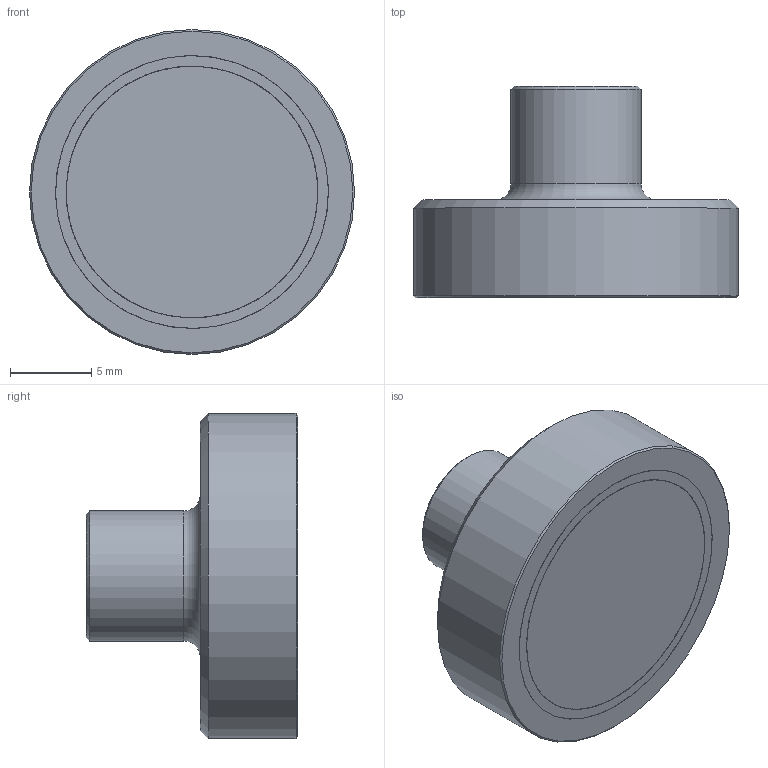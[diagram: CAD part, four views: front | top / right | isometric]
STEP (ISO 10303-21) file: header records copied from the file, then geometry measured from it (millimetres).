
FILE_DESCRIPTION(/* description */ (''),/* implementation_level */ '2;1');
FILE_NAME(/* name */ 'GM17206 -.stp',/* time_stamp */ '2019-09-30T11:07:55+02:00',/* author */ ('PV'),/* organization */ (''),/* preprocessor_version */ 'ST-DEVELOPER v17.2',/* originating_system */ 'Autodesk Inventor 2019',/* authorisation */ '');
FILE_SCHEMA (('AUTOMOTIVE_DESIGN { 1 0 10303 214 3 1 1 }'));
Length unit declared in the file: millimetre
Products named in the file (4): GM17206; E0119308; E0119307; E0119306
Assembly tree (3 placements, depth 2):
  GM17206
    E0119308
    E0119307
    E0119306
Bounding box: 20 x 13 x 20 mm (x, y, z)
Volume: 2148.4 mm3; surface area: 2284.2 mm2
Topology: 3 solids, 3 shells, 19 faces, 36 edges, 25 vertices
Faces by surface type: plane 8, cylinder 7, cone 3, torus 1
Full cylindrical faces by diameter (mm): 3.3 x1, 8 x1, 15.5 x2, 16.8 x2, 20 x1
Entity records: 672 total; most frequent: DIRECTION 114, CARTESIAN_POINT 87, ORIENTED_EDGE 72, AXIS2_PLACEMENT_3D 52, EDGE_CURVE 36, CIRCLE 26, EDGE_LOOP 25, VERTEX_POINT 25
